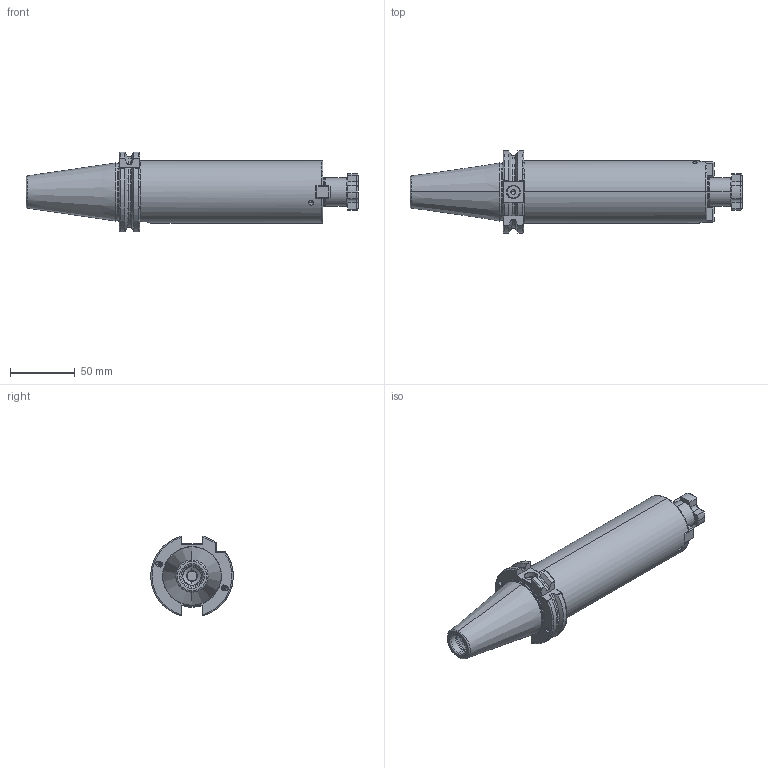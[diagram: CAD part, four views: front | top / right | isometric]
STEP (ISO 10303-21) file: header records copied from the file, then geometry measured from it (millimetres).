
FILE_DESCRIPTION (( 'STEP AP203' ), '1' );
FILE_NAME ('403.11.22.2.STEP', '2016-07-23T02:53:20', ( '' ), ( '' ), 'SwSTEP 2.0', 'SolidWorks 2012', '' );
FILE_SCHEMA (( 'CONFIG_CONTROL_DESIGN' ));
Length unit declared in the file: millimetre
Products named in the file (5): 403.11.22.2; 102.11.22_M4xP0.7-12L; 十字螺絲FMB22; 面銑刀墊塊22
Assembly tree (6 placements, depth 2):
  403.11.22.2
    403.11.22.2
    102.11.22_M4xP0.7-12L  x2
    十字螺絲FMB22
    面銑刀墊塊22  x2
Bounding box: 255.4 x 63.33 x 61.24 mm (x, y, z)
Volume: 343547 mm3; surface area: 58154 mm2
Topology: 6 solids, 6 shells, 655 faces, 1718 edges, 1068 vertices
Faces by surface type: cylinder 318, plane 163, cone 72, torus 62, bspline 40
Entity records: 37602 total; most frequent: CARTESIAN_POINT 24895, ORIENTED_EDGE 2910, DIRECTION 2169, EDGE_CURVE 1455, VERTEX_POINT 918, AXIS2_PLACEMENT_3D 822, EDGE_LOOP 579, FACE_OUTER_BOUND 554
